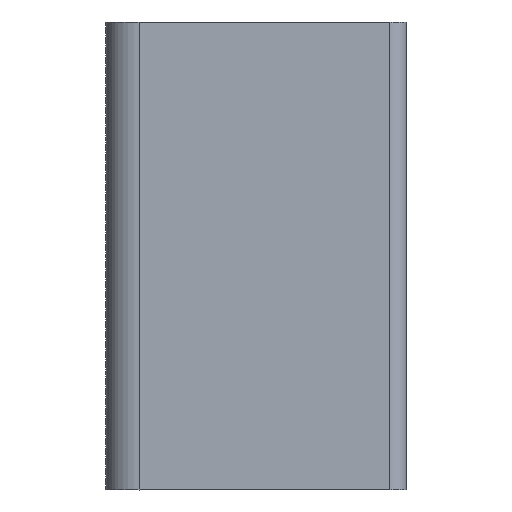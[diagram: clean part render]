
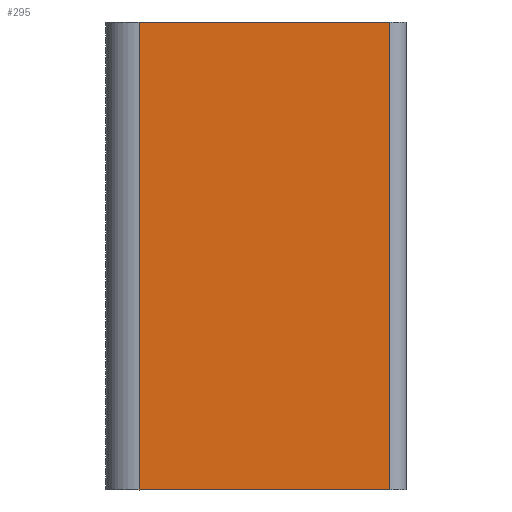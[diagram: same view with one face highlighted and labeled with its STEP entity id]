
A CAD part, front view. The second image highlights one B-rep face of the part: STEP entity #295.
In plain terms, the highlighted planar face has unit normal (0, -1, 0).
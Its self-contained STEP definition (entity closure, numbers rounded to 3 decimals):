
#295=ADVANCED_FACE('',(#728),#7636,.T.);
#728=FACE_OUTER_BOUND('',#1161,.T.);
#1161=EDGE_LOOP('',(#2447,#2448,#2449,#2450));
#2447=ORIENTED_EDGE('',*,*,#4448,.T.);
#2448=ORIENTED_EDGE('',*,*,#4449,.T.);
#2449=ORIENTED_EDGE('',*,*,#4477,.T.);
#2450=ORIENTED_EDGE('',*,*,#4441,.F.);
#4441=EDGE_CURVE('',#7331,#7332,#5749,.T.);
#4448=EDGE_CURVE('',#7331,#7337,#5756,.T.);
#4449=EDGE_CURVE('',#7337,#7338,#5757,.T.);
#4477=EDGE_CURVE('',#7338,#7332,#5206,.T.);
#5206=(
BOUNDED_CURVE()
B_SPLINE_CURVE(1,(#14653,#14654),.UNSPECIFIED.,.F.,.F.)
B_SPLINE_CURVE_WITH_KNOTS((2,2),(-280.,0.),.UNSPECIFIED.)
CURVE()
GEOMETRIC_REPRESENTATION_ITEM()
RATIONAL_B_SPLINE_CURVE((1.,1.))
REPRESENTATION_ITEM('')
);
#5749=B_SPLINE_CURVE_WITH_KNOTS('',1,(#14543,#14544),.UNSPECIFIED.,.F.,
 .F.,(2,2),(0.,150.),.UNSPECIFIED.);
#5756=B_SPLINE_CURVE_WITH_KNOTS('',1,(#14557,#14558),.UNSPECIFIED.,.F.,
 .F.,(2,2),(0.,280.),.UNSPECIFIED.);
#5757=B_SPLINE_CURVE_WITH_KNOTS('',1,(#14559,#14560),.UNSPECIFIED.,.F.,
 .F.,(2,2),(-150.,0.),.UNSPECIFIED.);
#7331=VERTEX_POINT('',#9463);
#7332=VERTEX_POINT('',#9464);
#7337=VERTEX_POINT('',#9469);
#7338=VERTEX_POINT('',#9470);
#7636=PLANE('',#8012);
#8012=AXIS2_PLACEMENT_3D('',#8606,#8309,$);
#8309=DIRECTION('',(0.,-1.,0.));
#8606=CARTESIAN_POINT('',(24.885,60.,308.12));
#9463=CARTESIAN_POINT('',(190.005,60.,0.));
#9464=CARTESIAN_POINT('',(40.005,60.,0.));
#9469=CARTESIAN_POINT('',(190.005,60.,280.));
#9470=CARTESIAN_POINT('',(40.005,60.,280.));
#14543=CARTESIAN_POINT('',(190.005,60.,0.));
#14544=CARTESIAN_POINT('',(40.005,60.,0.));
#14557=CARTESIAN_POINT('',(190.005,60.,0.));
#14558=CARTESIAN_POINT('',(190.005,60.,280.));
#14559=CARTESIAN_POINT('',(190.005,60.,280.));
#14560=CARTESIAN_POINT('',(40.005,60.,280.));
#14653=CARTESIAN_POINT('',(40.005,60.,280.));
#14654=CARTESIAN_POINT('',(40.005,60.,0.));
